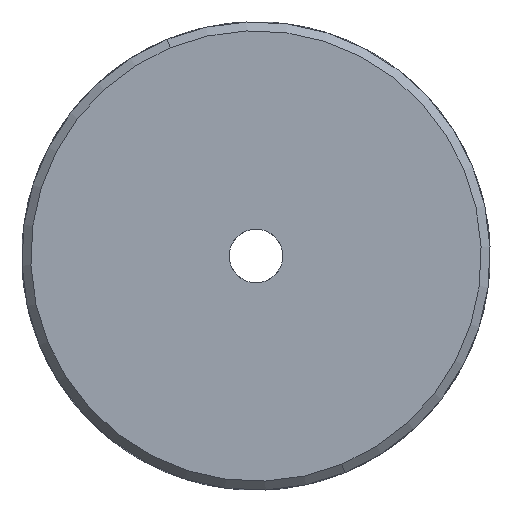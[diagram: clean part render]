
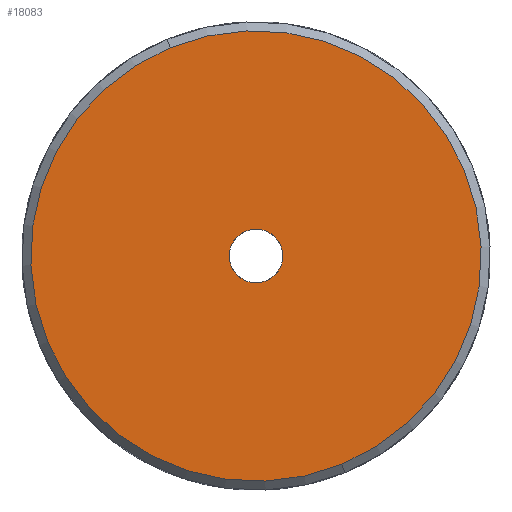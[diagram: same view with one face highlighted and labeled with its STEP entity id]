
A CAD part, left-side view. The second image highlights one B-rep face of the part: STEP entity #18083.
In plain terms, the highlighted face is planar.
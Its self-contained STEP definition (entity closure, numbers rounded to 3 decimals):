
#17473=CARTESIAN_POINT('',(0.,0.,0.));
#17474=DIRECTION('',(0.,0.,1.));
#17475=DIRECTION('',(-1.,0.,0.));
#17476=AXIS2_PLACEMENT_3D('',#17473,#17474,#17475);
#17478=CARTESIAN_POINT('',(0.,0.,0.));
#17479=DIRECTION('',(0.,0.,1.));
#17480=DIRECTION('',(1.,0.,0.));
#17481=AXIS2_PLACEMENT_3D('',#17478,#17479,#17480);
#17923=CARTESIAN_POINT('',(0.,0.,0.));
#17924=DIRECTION('',(0.,0.,1.));
#17925=DIRECTION('',(-1.,0.,0.));
#17926=AXIS2_PLACEMENT_3D('',#17923,#17924,#17925);
#17932=CARTESIAN_POINT('',(0.,0.,0.));
#17933=DIRECTION('',(0.,0.,1.));
#17934=DIRECTION('',(1.,0.,0.));
#17935=AXIS2_PLACEMENT_3D('',#17932,#17933,#17934);
#17946=CARTESIAN_POINT('',(50.5,0.,0.));
#17947=CARTESIAN_POINT('',(-50.5,0.,0.));
#17948=VERTEX_POINT('',#17946);
#17949=VERTEX_POINT('',#17947);
#17972=CARTESIAN_POINT('',(6.,0.,0.));
#17973=CARTESIAN_POINT('',(-6.,0.,0.));
#17974=VERTEX_POINT('',#17972);
#17975=VERTEX_POINT('',#17973);
#18067=CARTESIAN_POINT('',(0.,0.,0.));
#18068=DIRECTION('',(0.,0.,1.));
#18069=DIRECTION('',(1.,0.,0.));
#18070=AXIS2_PLACEMENT_3D('',#18067,#18068,#18069);
#18071=PLANE('',#18070);
#18073=ORIENTED_EDGE('',*,*,#18072,.T.);
#18074=ORIENTED_EDGE('',*,*,#18056,.T.);
#18075=EDGE_LOOP('',(#18073,#18074));
#18076=FACE_OUTER_BOUND('',#18075,.F.);
#18078=ORIENTED_EDGE('',*,*,#18077,.F.);
#18080=ORIENTED_EDGE('',*,*,#18079,.F.);
#18081=EDGE_LOOP('',(#18078,#18080));
#18082=FACE_BOUND('',#18081,.F.);
#18083=ADVANCED_FACE('',(#18076,#18082),#18071,.F.);
#17477=CIRCLE('',#17476,50.5);
#17482=CIRCLE('',#17481,50.5);
#17927=CIRCLE('',#17926,6.);
#17936=CIRCLE('',#17935,6.);
#18056=EDGE_CURVE('',#17948,#17949,#17482,.T.);
#18072=EDGE_CURVE('',#17949,#17948,#17477,.T.);
#18077=EDGE_CURVE('',#17974,#17975,#17936,.T.);
#18079=EDGE_CURVE('',#17975,#17974,#17927,.T.);
